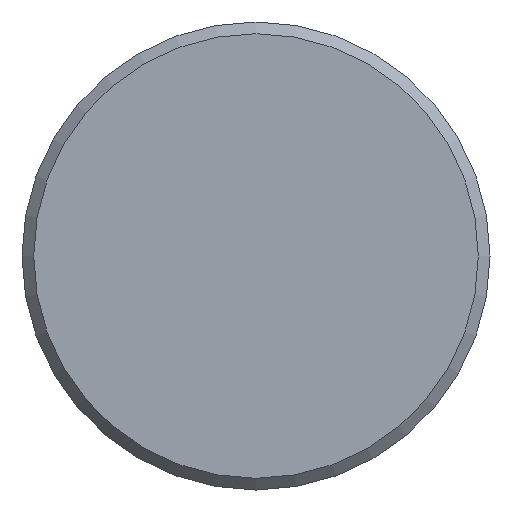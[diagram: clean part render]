
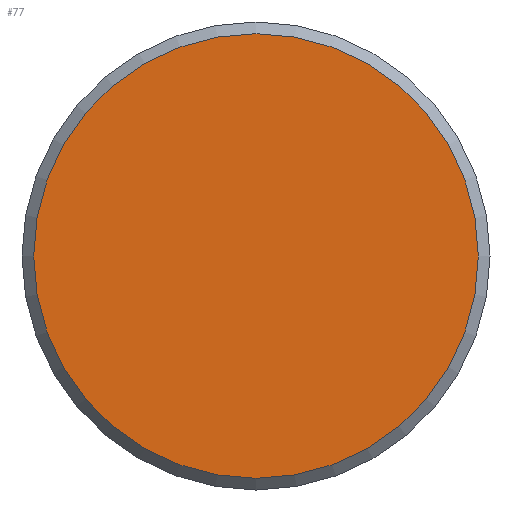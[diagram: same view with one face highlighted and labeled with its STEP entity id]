
A CAD part, front view. The second image highlights one B-rep face of the part: STEP entity #77.
In plain terms, the highlighted planar face has unit normal (0, -1, 0).
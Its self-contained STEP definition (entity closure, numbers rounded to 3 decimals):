
#15=PLANE('',#107);
#20=FACE_OUTER_BOUND('',#25,.T.);
#25=EDGE_LOOP('',(#66));
#36=CIRCLE('',#103,38.);
#42=VERTEX_POINT('',#144);
#49=EDGE_CURVE('',#42,#42,#36,.T.);
#66=ORIENTED_EDGE('',*,*,#49,.F.);
#77=ADVANCED_FACE('',(#20),#15,.F.);
#103=AXIS2_PLACEMENT_3D('',#146,#120,#121);
#107=AXIS2_PLACEMENT_3D('',#153,#129,#130);
#120=DIRECTION('center_axis',(0.,1.,0.));
#121=DIRECTION('ref_axis',(1.,0.,0.));
#129=DIRECTION('center_axis',(0.,1.,0.));
#130=DIRECTION('ref_axis',(0.,0.,1.));
#144=CARTESIAN_POINT('',(-38.,0.,0.));
#146=CARTESIAN_POINT('Origin',(0.,0.,0.));
#153=CARTESIAN_POINT('Origin',(0.,0.,0.));
